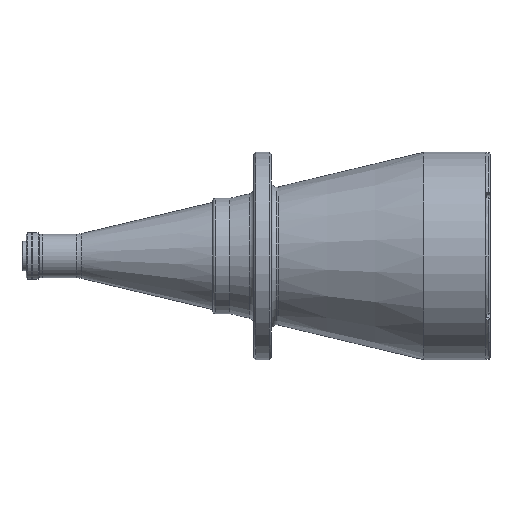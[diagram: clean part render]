
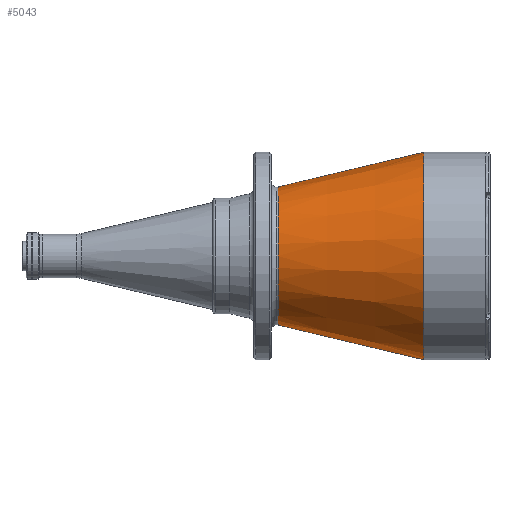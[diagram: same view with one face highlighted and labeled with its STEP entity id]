
A CAD part, front view. The second image highlights one B-rep face of the part: STEP entity #5043.
In plain terms, the highlighted conical face has half-angle 13.358 degrees and reference radius 50 mm.
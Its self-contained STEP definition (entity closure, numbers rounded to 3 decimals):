
#9 = CARTESIAN_POINT ( 'NONE',  ( 236.391, 0., 0. ) ) ;
#137 = CIRCLE ( 'NONE', #5304, 90. ) ;
#533 = DIRECTION ( 'NONE',  ( 0., 0., 1. ) ) ;
#777 = EDGE_CURVE ( 'NONE', #6142, #885, #3597, .T. ) ;
#885 = VERTEX_POINT ( 'NONE', #2777 ) ;
#1016 = AXIS2_PLACEMENT_3D ( 'NONE', #3569, #2488, #6882 ) ;
#1094 = EDGE_CURVE ( 'NONE', #885, #4925, #2101, .T. ) ;
#1404 = CARTESIAN_POINT ( 'NONE',  ( 194.481, 0., 50. ) ) ;
#1425 = EDGE_CURVE ( 'NONE', #6142, #2478, #4619, .T. ) ;
#1489 = CARTESIAN_POINT ( 'NONE',  ( 362.926, 0., 0. ) ) ;
#1574 = ORIENTED_EDGE ( 'NONE', *, *, #1094, .F. ) ;
#1888 = ORIENTED_EDGE ( 'NONE', *, *, #2337, .T. ) ;
#1921 = DIRECTION ( 'NONE',  ( 0.973, 0., 0.231 ) ) ;
#2009 = DIRECTION ( 'NONE',  ( 0., 0., 1. ) ) ;
#2101 = LINE ( 'NONE', #1404, #4790 ) ;
#2337 = EDGE_CURVE ( 'NONE', #2478, #4925, #137, .T. ) ;
#2478 = VERTEX_POINT ( 'NONE', #3053 ) ;
#2488 = DIRECTION ( 'NONE',  ( 1., 0., 0. ) ) ;
#2777 = CARTESIAN_POINT ( 'NONE',  ( 236.391, 0., 59.952 ) ) ;
#2905 = ORIENTED_EDGE ( 'NONE', *, *, #1425, .T. ) ;
#3053 = CARTESIAN_POINT ( 'NONE',  ( 362.926, 0., -90. ) ) ;
#3200 = VECTOR ( 'NONE', #3490, 1000. ) ;
#3490 = DIRECTION ( 'NONE',  ( 0.973, 0., -0.231 ) ) ;
#3569 = CARTESIAN_POINT ( 'NONE',  ( 194.481, 0., 0. ) ) ;
#3597 = CIRCLE ( 'NONE', #6118, 59.952 ) ;
#3720 = DIRECTION ( 'NONE',  ( -1., 0., 0. ) ) ;
#4372 = EDGE_LOOP ( 'NONE', ( #1574, #4883, #2905, #1888 ) ) ;
#4619 = LINE ( 'NONE', #5627, #3200 ) ;
#4790 = VECTOR ( 'NONE', #1921, 1000. ) ;
#4883 = ORIENTED_EDGE ( 'NONE', *, *, #777, .F. ) ;
#4925 = VERTEX_POINT ( 'NONE', #6443 ) ;
#5043 = ADVANCED_FACE ( 'NONE', ( #5298 ), #5882, .T. ) ;
#5224 = DIRECTION ( 'NONE',  ( -1., 0., 0. ) ) ;
#5298 = FACE_OUTER_BOUND ( 'NONE', #4372, .T. ) ;
#5304 = AXIS2_PLACEMENT_3D ( 'NONE', #1489, #5224, #2009 ) ;
#5627 = CARTESIAN_POINT ( 'NONE',  ( 194.481, 0., -50. ) ) ;
#5882 = CONICAL_SURFACE ( 'NONE', #1016, 50., 0.233 ) ;
#5964 = CARTESIAN_POINT ( 'NONE',  ( 236.391, 0., -59.952 ) ) ;
#6118 = AXIS2_PLACEMENT_3D ( 'NONE', #9, #3720, #533 ) ;
#6142 = VERTEX_POINT ( 'NONE', #5964 ) ;
#6443 = CARTESIAN_POINT ( 'NONE',  ( 362.926, 0., 90. ) ) ;
#6882 = DIRECTION ( 'NONE',  ( 0., 0., -1. ) ) ;
